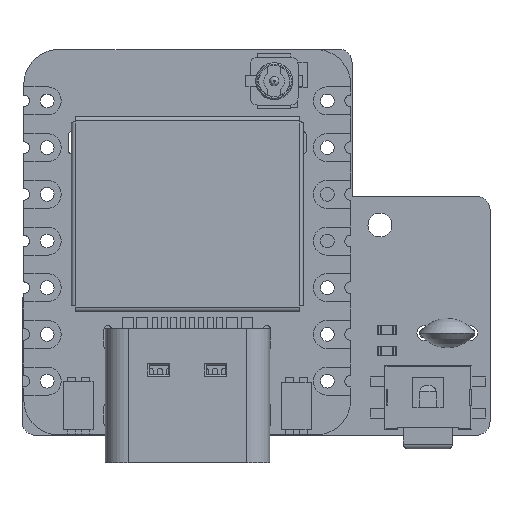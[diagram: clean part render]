
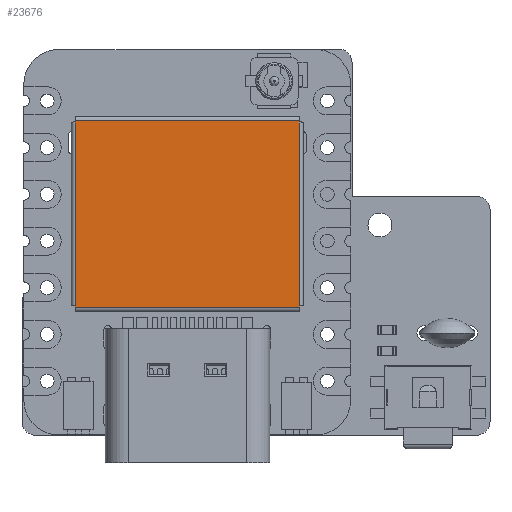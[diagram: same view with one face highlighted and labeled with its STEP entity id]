
A CAD part, top view. The second image highlights one B-rep face of the part: STEP entity #23676.
In plain terms, the highlighted face is planar.
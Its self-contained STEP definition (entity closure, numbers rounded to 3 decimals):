
#22588 = VERTEX_POINT('',#22589);
#22589 = CARTESIAN_POINT('',(5.272,3.,
    -12.211));
#22595 = EDGE_CURVE('',#22588,#22596,#22598,.T.);
#22596 = VERTEX_POINT('',#22597);
#22597 = CARTESIAN_POINT('',(5.372,3.,
    -12.211));
#22598 = LINE('',#22599,#22600);
#22599 = CARTESIAN_POINT('',(-1.462,3.,
    -12.211));
#22600 = VECTOR('',#22601,1.);
#22601 = DIRECTION('',(1.,0.,0.));
#22910 = VERTEX_POINT('',#22911);
#22911 = CARTESIAN_POINT('',(5.272,3.,
    -0.011));
#23144 = VERTEX_POINT('',#23145);
#23145 = CARTESIAN_POINT('',(-4.728,3.,
    -12.211));
#23253 = VERTEX_POINT('',#23254);
#23254 = CARTESIAN_POINT('',(-4.728,3.,
    -0.011));
#23286 = EDGE_CURVE('',#23253,#22910,#23287,.T.);
#23287 = LINE('',#23288,#23289);
#23288 = CARTESIAN_POINT('',(-1.362,3.,
    -0.011));
#23289 = VECTOR('',#23290,1.);
#23290 = DIRECTION('',(1.,0.,0.));
#23303 = VERTEX_POINT('',#23304);
#23304 = CARTESIAN_POINT('',(-4.828,3.,
    -0.011));
#23311 = EDGE_CURVE('',#23303,#23312,#23314,.T.);
#23312 = VERTEX_POINT('',#23313);
#23313 = CARTESIAN_POINT('',(-4.828,3.,
    -12.211));
#23314 = LINE('',#23315,#23316);
#23315 = CARTESIAN_POINT('',(-4.828,3.,
    -9.223));
#23316 = VECTOR('',#23317,1.);
#23317 = DIRECTION('',(0.,0.,-1.));
#23405 = EDGE_CURVE('',#23144,#22588,#23406,.T.);
#23406 = LINE('',#23407,#23408);
#23407 = CARTESIAN_POINT('',(-1.462,3.,
    -12.211));
#23408 = VECTOR('',#23409,1.);
#23409 = DIRECTION('',(1.,0.,0.));
#23475 = VERTEX_POINT('',#23476);
#23476 = CARTESIAN_POINT('',(5.372,3.,
    -0.011));
#23483 = EDGE_CURVE('',#22910,#23475,#23484,.T.);
#23484 = LINE('',#23485,#23486);
#23485 = CARTESIAN_POINT('',(-1.362,3.,
    -0.011));
#23486 = VECTOR('',#23487,1.);
#23487 = DIRECTION('',(1.,0.,0.));
#23543 = EDGE_CURVE('',#23312,#23144,#23544,.T.);
#23544 = LINE('',#23545,#23546);
#23545 = CARTESIAN_POINT('',(-1.462,3.,
    -12.211));
#23546 = VECTOR('',#23547,1.);
#23547 = DIRECTION('',(1.,0.,0.));
#23589 = EDGE_CURVE('',#23303,#23253,#23590,.T.);
#23590 = LINE('',#23591,#23592);
#23591 = CARTESIAN_POINT('',(-1.362,3.,
    -0.011));
#23592 = VECTOR('',#23593,1.);
#23593 = DIRECTION('',(1.,0.,0.));
#23664 = EDGE_CURVE('',#22596,#23475,#23665,.T.);
#23665 = LINE('',#23666,#23667);
#23666 = CARTESIAN_POINT('',(5.372,3.,
    -3.));
#23667 = VECTOR('',#23668,1.);
#23668 = DIRECTION('',(0.,0.,1.));
#23676 = ADVANCED_FACE('',(#23677),#23687,.T.);
#23677 = FACE_BOUND('',#23678,.T.);
#23678 = EDGE_LOOP('',(#23679,#23680,#23681,#23682,#23683,#23684,#23685,
    #23686));
#23679 = ORIENTED_EDGE('',*,*,#23664,.F.);
#23680 = ORIENTED_EDGE('',*,*,#22595,.F.);
#23681 = ORIENTED_EDGE('',*,*,#23405,.F.);
#23682 = ORIENTED_EDGE('',*,*,#23543,.F.);
#23683 = ORIENTED_EDGE('',*,*,#23311,.F.);
#23684 = ORIENTED_EDGE('',*,*,#23589,.T.);
#23685 = ORIENTED_EDGE('',*,*,#23286,.T.);
#23686 = ORIENTED_EDGE('',*,*,#23483,.T.);
#23687 = PLANE('',#23688);
#23688 = AXIS2_PLACEMENT_3D('',#23689,#23690,#23691);
#23689 = CARTESIAN_POINT('',(1.804,3.,
    -6.111));
#23690 = DIRECTION('',(0.,1.,0.));
#23691 = DIRECTION('',(0.,0.,1.));
